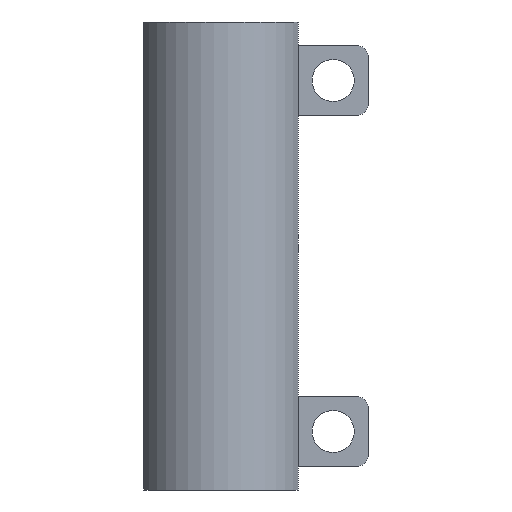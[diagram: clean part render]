
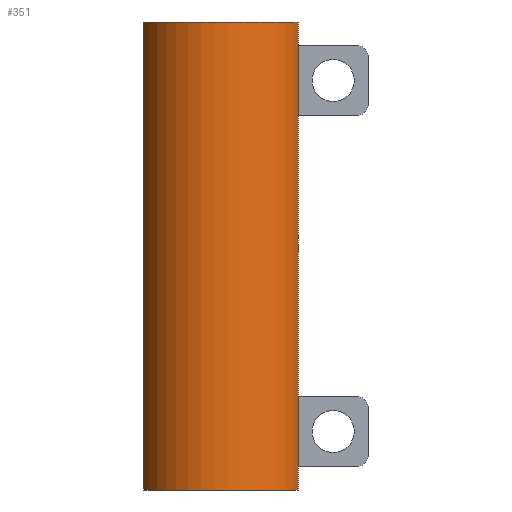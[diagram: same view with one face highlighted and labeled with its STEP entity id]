
A CAD part, left-side view. The second image highlights one B-rep face of the part: STEP entity #351.
In plain terms, the highlighted cylindrical face has radius 17.5 mm (diameter 35 mm), a partial arc.
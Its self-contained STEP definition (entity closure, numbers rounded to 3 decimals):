
#41=CIRCLE('',#425,17.5);
#42=CIRCLE('',#426,17.5);
#54=CYLINDRICAL_SURFACE('',#424,17.5);
#63=FACE_OUTER_BOUND('',#82,.T.);
#82=EDGE_LOOP('',(#255,#256,#257,#258));
#102=LINE('',#581,#135);
#110=LINE('',#599,#143);
#135=VECTOR('',#467,10.);
#143=VECTOR('',#479,10.);
#168=VERTEX_POINT('',#578);
#169=VERTEX_POINT('',#580);
#176=VERTEX_POINT('',#596);
#177=VERTEX_POINT('',#598);
#199=EDGE_CURVE('',#169,#168,#102,.T.);
#207=EDGE_CURVE('',#177,#176,#110,.T.);
#209=EDGE_CURVE('',#168,#177,#41,.T.);
#210=EDGE_CURVE('',#169,#176,#42,.T.);
#255=ORIENTED_EDGE('',*,*,#199,.T.);
#256=ORIENTED_EDGE('',*,*,#209,.T.);
#257=ORIENTED_EDGE('',*,*,#207,.T.);
#258=ORIENTED_EDGE('',*,*,#210,.F.);
#351=ADVANCED_FACE('',(#63),#54,.T.);
#424=AXIS2_PLACEMENT_3D('',#601,#481,#482);
#425=AXIS2_PLACEMENT_3D('',#602,#483,#484);
#426=AXIS2_PLACEMENT_3D('',#603,#485,#486);
#467=DIRECTION('',(0.,-1.,0.));
#479=DIRECTION('',(0.,1.,0.));
#481=DIRECTION('center_axis',(0.,1.,0.));
#482=DIRECTION('ref_axis',(-1.,0.,0.));
#483=DIRECTION('center_axis',(0.,1.,0.));
#484=DIRECTION('ref_axis',(-1.,0.,0.));
#485=DIRECTION('center_axis',(0.,1.,0.));
#486=DIRECTION('ref_axis',(-1.,0.,0.));
#578=CARTESIAN_POINT('',(-16.5,0.,5.831));
#580=CARTESIAN_POINT('',(-16.5,100.,5.831));
#581=CARTESIAN_POINT('',(-16.5,0.,5.831));
#596=CARTESIAN_POINT('',(16.493,100.,5.851));
#598=CARTESIAN_POINT('',(16.493,0.,5.851));
#599=CARTESIAN_POINT('',(16.493,0.,5.851));
#601=CARTESIAN_POINT('Origin',(0.,0.,0.));
#602=CARTESIAN_POINT('Origin',(0.,0.,0.));
#603=CARTESIAN_POINT('Origin',(0.,100.,0.));
